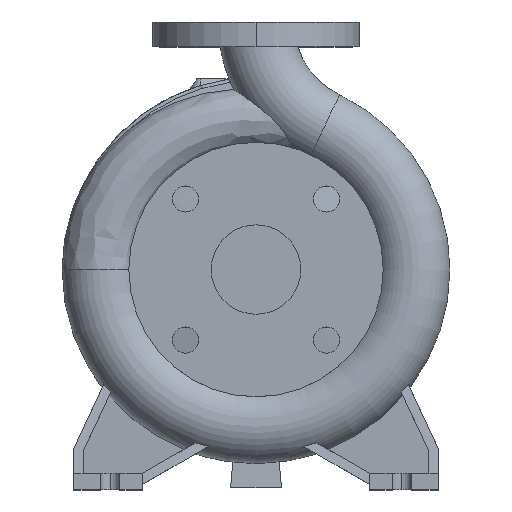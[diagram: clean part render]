
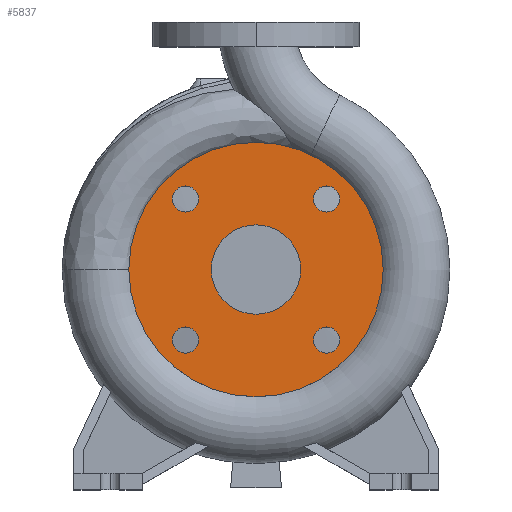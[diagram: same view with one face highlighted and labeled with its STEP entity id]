
A CAD part, top view. The second image highlights one B-rep face of the part: STEP entity #5837.
In plain terms, the highlighted planar face has unit normal (0, 0, 1).
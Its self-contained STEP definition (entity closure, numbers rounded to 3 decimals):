
#131 = AXIS2_PLACEMENT_3D ( 'NONE', #11673, #6062, #5213 ) ;
#226 = EDGE_CURVE ( 'NONE', #6627, #6901, #6157, .T. ) ;
#276 = CARTESIAN_POINT ( 'NONE',  ( -60.765, -51.265, 100. ) ) ;
#287 = CARTESIAN_POINT ( 'NONE',  ( 0., 0., 100. ) ) ;
#410 = EDGE_CURVE ( 'NONE', #12653, #12619, #12670, .T. ) ;
#479 = CARTESIAN_POINT ( 'NONE',  ( 41.765, -51.265, 100. ) ) ;
#582 = CIRCLE ( 'NONE', #131, 9.5 ) ;
#758 = ORIENTED_EDGE ( 'NONE', *, *, #7094, .F. ) ;
#899 = CARTESIAN_POINT ( 'NONE',  ( -51.265, -51.265, 100. ) ) ;
#923 = DIRECTION ( 'NONE',  ( 0., 0., 1. ) ) ;
#958 = CARTESIAN_POINT ( 'NONE',  ( 32.5, 0., 100. ) ) ;
#1213 = DIRECTION ( 'NONE',  ( -1., 0., 0. ) ) ;
#1446 = VERTEX_POINT ( 'NONE', #7150 ) ;
#1834 = VERTEX_POINT ( 'NONE', #5451 ) ;
#1922 = CIRCLE ( 'NONE', #6638, 9.5 ) ;
#2117 = VERTEX_POINT ( 'NONE', #4718 ) ;
#2220 = CIRCLE ( 'NONE', #6024, 92.5 ) ;
#2247 = VERTEX_POINT ( 'NONE', #12492 ) ;
#2278 = PLANE ( 'NONE',  #12880 ) ;
#2343 = DIRECTION ( 'NONE',  ( 1., 0., 0. ) ) ;
#2790 = EDGE_CURVE ( 'NONE', #2117, #8838, #9143, .T. ) ;
#3005 = EDGE_LOOP ( 'NONE', ( #4942, #758 ) ) ;
#3089 = AXIS2_PLACEMENT_3D ( 'NONE', #899, #4277, #11633 ) ;
#3131 = CIRCLE ( 'NONE', #11626, 9.5 ) ;
#3160 = AXIS2_PLACEMENT_3D ( 'NONE', #4394, #8686, #12946 ) ;
#3310 = DIRECTION ( 'NONE',  ( 1., 0., 0. ) ) ;
#3349 = FACE_BOUND ( 'NONE', #8813, .T. ) ;
#3514 = CARTESIAN_POINT ( 'NONE',  ( -51.265, 51.265, 100. ) ) ;
#3528 = AXIS2_PLACEMENT_3D ( 'NONE', #7599, #923, #6470 ) ;
#3639 = CARTESIAN_POINT ( 'NONE',  ( 51.265, -51.265, 100. ) ) ;
#3807 = DIRECTION ( 'NONE',  ( 0., 0., 1. ) ) ;
#3888 = DIRECTION ( 'NONE',  ( 1., 0., 0. ) ) ;
#3920 = AXIS2_PLACEMENT_3D ( 'NONE', #3514, #11011, #7582 ) ;
#4084 = ORIENTED_EDGE ( 'NONE', *, *, #11220, .F. ) ;
#4209 = DIRECTION ( 'NONE',  ( 0., 0., 1. ) ) ;
#4277 = DIRECTION ( 'NONE',  ( 0., 0., 1. ) ) ;
#4394 = CARTESIAN_POINT ( 'NONE',  ( 0., 0., 100. ) ) ;
#4460 = DIRECTION ( 'NONE',  ( 0., 0., 1. ) ) ;
#4718 = CARTESIAN_POINT ( 'NONE',  ( -41.765, -51.265, 100. ) ) ;
#4942 = ORIENTED_EDGE ( 'NONE', *, *, #226, .F. ) ;
#5213 = DIRECTION ( 'NONE',  ( 1., 0., 0. ) ) ;
#5274 = CARTESIAN_POINT ( 'NONE',  ( 0., 0., 100. ) ) ;
#5451 = CARTESIAN_POINT ( 'NONE',  ( -92.5, 0., 100. ) ) ;
#5460 = DIRECTION ( 'NONE',  ( 1., 0., 0. ) ) ;
#5507 = CIRCLE ( 'NONE', #8651, 92.5 ) ;
#5831 = DIRECTION ( 'NONE',  ( 1., 0., 0. ) ) ;
#5837 = ADVANCED_FACE ( 'NONE', ( #8679, #12941, #11896, #3349, #8824, #7625 ), #2278, .F. ) ;
#5903 = ORIENTED_EDGE ( 'NONE', *, *, #9660, .F. ) ;
#6024 = AXIS2_PLACEMENT_3D ( 'NONE', #287, #12859, #9931 ) ;
#6026 = EDGE_CURVE ( 'NONE', #7778, #1834, #5507, .T. ) ;
#6062 = DIRECTION ( 'NONE',  ( 0., 0., 1. ) ) ;
#6157 = CIRCLE ( 'NONE', #3920, 9.5 ) ;
#6175 = AXIS2_PLACEMENT_3D ( 'NONE', #7813, #3807, #5831 ) ;
#6182 = ORIENTED_EDGE ( 'NONE', *, *, #2790, .F. ) ;
#6285 = CIRCLE ( 'NONE', #8079, 9.5 ) ;
#6317 = EDGE_CURVE ( 'NONE', #8838, #2117, #6618, .T. ) ;
#6470 = DIRECTION ( 'NONE',  ( 1., 0., 0. ) ) ;
#6563 = CARTESIAN_POINT ( 'NONE',  ( 0., 92.5, 100. ) ) ;
#6568 = EDGE_CURVE ( 'NONE', #1446, #2247, #1922, .T. ) ;
#6618 = CIRCLE ( 'NONE', #6175, 9.5 ) ;
#6627 = VERTEX_POINT ( 'NONE', #9060 ) ;
#6638 = AXIS2_PLACEMENT_3D ( 'NONE', #12833, #9701, #3310 ) ;
#6828 = ORIENTED_EDGE ( 'NONE', *, *, #6568, .F. ) ;
#6901 = VERTEX_POINT ( 'NONE', #12868 ) ;
#6989 = CARTESIAN_POINT ( 'NONE',  ( -32.5, 0., 100. ) ) ;
#7094 = EDGE_CURVE ( 'NONE', #6901, #6627, #582, .T. ) ;
#7150 = CARTESIAN_POINT ( 'NONE',  ( 60.765, 51.265, 100. ) ) ;
#7558 = EDGE_LOOP ( 'NONE', ( #6828, #12169 ) ) ;
#7582 = DIRECTION ( 'NONE',  ( 1., 0., 0. ) ) ;
#7599 = CARTESIAN_POINT ( 'NONE',  ( 0., 0., 100. ) ) ;
#7625 = FACE_BOUND ( 'NONE', #13712, .T. ) ;
#7633 = EDGE_CURVE ( 'NONE', #9590, #13535, #12250, .T. ) ;
#7778 = VERTEX_POINT ( 'NONE', #9069 ) ;
#7813 = CARTESIAN_POINT ( 'NONE',  ( -51.265, -51.265, 100. ) ) ;
#8079 = AXIS2_PLACEMENT_3D ( 'NONE', #10798, #4209, #5460 ) ;
#8319 = DIRECTION ( 'NONE',  ( 0., 0., 1. ) ) ;
#8385 = ORIENTED_EDGE ( 'NONE', *, *, #12045, .T. ) ;
#8544 = CIRCLE ( 'NONE', #3160, 32.5 ) ;
#8651 = AXIS2_PLACEMENT_3D ( 'NONE', #5274, #8319, #3888 ) ;
#8679 = FACE_BOUND ( 'NONE', #13202, .T. ) ;
#8686 = DIRECTION ( 'NONE',  ( 0., 0., 1. ) ) ;
#8773 = DIRECTION ( 'NONE',  ( 0., 0., 1. ) ) ;
#8813 = EDGE_LOOP ( 'NONE', ( #12180, #4084 ) ) ;
#8824 = FACE_OUTER_BOUND ( 'NONE', #13303, .T. ) ;
#8838 = VERTEX_POINT ( 'NONE', #276 ) ;
#9060 = CARTESIAN_POINT ( 'NONE',  ( -41.765, 51.265, 100. ) ) ;
#9069 = CARTESIAN_POINT ( 'NONE',  ( 92.5, 0., 100. ) ) ;
#9143 = CIRCLE ( 'NONE', #3089, 9.5 ) ;
#9590 = VERTEX_POINT ( 'NONE', #958 ) ;
#9660 = EDGE_CURVE ( 'NONE', #12619, #12653, #3131, .T. ) ;
#9701 = DIRECTION ( 'NONE',  ( 0., 0., 1. ) ) ;
#9770 = AXIS2_PLACEMENT_3D ( 'NONE', #13784, #4460, #2343 ) ;
#9893 = DIRECTION ( 'NONE',  ( 1., 0., 0. ) ) ;
#9931 = DIRECTION ( 'NONE',  ( 1., 0., 0. ) ) ;
#10795 = ORIENTED_EDGE ( 'NONE', *, *, #6317, .F. ) ;
#10798 = CARTESIAN_POINT ( 'NONE',  ( 51.265, 51.265, 100. ) ) ;
#10839 = DIRECTION ( 'NONE',  ( 0., 0., -1. ) ) ;
#11011 = DIRECTION ( 'NONE',  ( 0., 0., 1. ) ) ;
#11220 = EDGE_CURVE ( 'NONE', #13535, #9590, #8544, .T. ) ;
#11377 = ORIENTED_EDGE ( 'NONE', *, *, #410, .F. ) ;
#11626 = AXIS2_PLACEMENT_3D ( 'NONE', #3639, #8773, #9893 ) ;
#11633 = DIRECTION ( 'NONE',  ( 1., 0., 0. ) ) ;
#11673 = CARTESIAN_POINT ( 'NONE',  ( -51.265, 51.265, 100. ) ) ;
#11896 = FACE_BOUND ( 'NONE', #7558, .T. ) ;
#12045 = EDGE_CURVE ( 'NONE', #1834, #7778, #2220, .T. ) ;
#12169 = ORIENTED_EDGE ( 'NONE', *, *, #12735, .F. ) ;
#12180 = ORIENTED_EDGE ( 'NONE', *, *, #7633, .F. ) ;
#12250 = CIRCLE ( 'NONE', #3528, 32.5 ) ;
#12492 = CARTESIAN_POINT ( 'NONE',  ( 41.765, 51.265, 100. ) ) ;
#12498 = ORIENTED_EDGE ( 'NONE', *, *, #6026, .T. ) ;
#12619 = VERTEX_POINT ( 'NONE', #479 ) ;
#12653 = VERTEX_POINT ( 'NONE', #13254 ) ;
#12670 = CIRCLE ( 'NONE', #9770, 9.5 ) ;
#12735 = EDGE_CURVE ( 'NONE', #2247, #1446, #6285, .T. ) ;
#12833 = CARTESIAN_POINT ( 'NONE',  ( 51.265, 51.265, 100. ) ) ;
#12859 = DIRECTION ( 'NONE',  ( 0., 0., 1. ) ) ;
#12868 = CARTESIAN_POINT ( 'NONE',  ( -60.765, 51.265, 100. ) ) ;
#12880 = AXIS2_PLACEMENT_3D ( 'NONE', #6563, #10839, #1213 ) ;
#12941 = FACE_BOUND ( 'NONE', #3005, .T. ) ;
#12946 = DIRECTION ( 'NONE',  ( 1., 0., 0. ) ) ;
#13202 = EDGE_LOOP ( 'NONE', ( #6182, #10795 ) ) ;
#13254 = CARTESIAN_POINT ( 'NONE',  ( 60.765, -51.265, 100. ) ) ;
#13303 = EDGE_LOOP ( 'NONE', ( #12498, #8385 ) ) ;
#13535 = VERTEX_POINT ( 'NONE', #6989 ) ;
#13712 = EDGE_LOOP ( 'NONE', ( #11377, #5903 ) ) ;
#13784 = CARTESIAN_POINT ( 'NONE',  ( 51.265, -51.265, 100. ) ) ;
